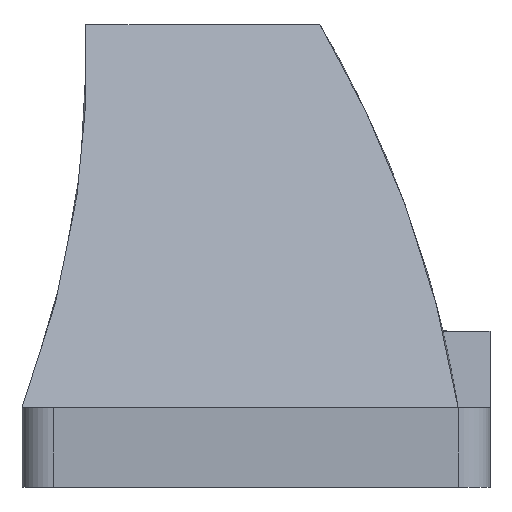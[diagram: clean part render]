
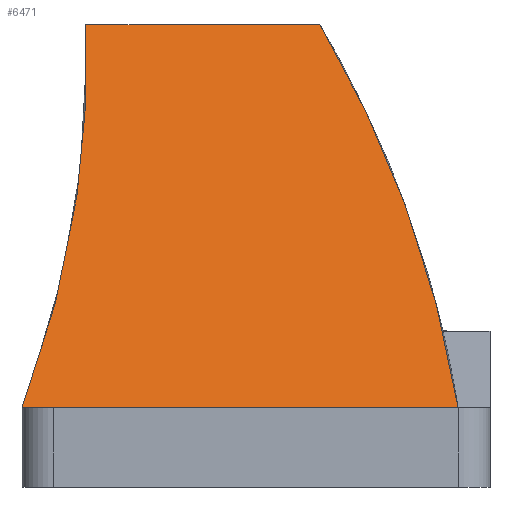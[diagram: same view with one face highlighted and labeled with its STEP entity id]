
A CAD part, front view. The second image highlights one B-rep face of the part: STEP entity #6471.
In plain terms, the highlighted planar face has unit normal (0, -0.956, 0.292).
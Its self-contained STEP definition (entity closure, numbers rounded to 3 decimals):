
#1674 = PLANE('',#1675);
#1675 = AXIS2_PLACEMENT_3D('',#1676,#1677,#1678);
#1676 = CARTESIAN_POINT('',(3.,-40.5,7.5));
#1677 = DIRECTION('',(0.,0.,1.));
#1678 = DIRECTION('',(1.,0.,0.));
#1768 = VERTEX_POINT('',#1769);
#1769 = CARTESIAN_POINT('',(0.,-30.831,7.5));
#1783 = CYLINDRICAL_SURFACE('',#1784,91.);
#1784 = AXIS2_PLACEMENT_3D('',#1785,#1786,#1787);
#1785 = CARTESIAN_POINT('',(-84.939,0.,40.156));
#1786 = DIRECTION('',(0.,1.,0.));
#1787 = DIRECTION('',(-1.,0.,0.));
#4772 = VERTEX_POINT('',#4773);
#4773 = CARTESIAN_POINT('',(41.,-30.831,
    7.5));
#4787 = CYLINDRICAL_SURFACE('',#4788,103.);
#4788 = AXIS2_PLACEMENT_3D('',#4789,#4790,#4791);
#4789 = CARTESIAN_POINT('',(-60.69,0.,-8.874));
#4790 = DIRECTION('',(0.,1.,0.));
#4791 = DIRECTION('',(-1.,0.,0.));
#4799 = EDGE_CURVE('',#1768,#4772,#4800,.T.);
#4800 = SURFACE_CURVE('',#4801,(#4805,#4812),.PCURVE_S1.);
#4801 = LINE('',#4802,#4803);
#4802 = CARTESIAN_POINT('',(0.,-30.831,7.5));
#4803 = VECTOR('',#4804,1.);
#4804 = DIRECTION('',(1.,0.,0.));
#4805 = PCURVE('',#1674,#4806);
#4806 = DEFINITIONAL_REPRESENTATION('',(#4807),#4811);
#4807 = LINE('',#4808,#4809);
#4808 = CARTESIAN_POINT('',(-3.,9.669));
#4809 = VECTOR('',#4810,1.);
#4810 = DIRECTION('',(1.,0.));
#4811 = ( GEOMETRIC_REPRESENTATION_CONTEXT(2) 
PARAMETRIC_REPRESENTATION_CONTEXT() REPRESENTATION_CONTEXT('2D SPACE',''
  ) );
#4812 = PCURVE('',#4813,#4818);
#4813 = PLANE('',#4814);
#4814 = AXIS2_PLACEMENT_3D('',#4815,#4816,#4817);
#4815 = CARTESIAN_POINT('',(0.,-30.831,7.5));
#4816 = DIRECTION('',(0.,-0.956,0.292));
#4817 = DIRECTION('',(0.,0.292,0.956));
#4818 = DEFINITIONAL_REPRESENTATION('',(#4819),#4823);
#4819 = LINE('',#4820,#4821);
#4820 = CARTESIAN_POINT('',(0.,0.));
#4821 = VECTOR('',#4822,1.);
#4822 = DIRECTION('',(0.,-1.));
#4823 = ( GEOMETRIC_REPRESENTATION_CONTEXT(2) 
PARAMETRIC_REPRESENTATION_CONTEXT() REPRESENTATION_CONTEXT('2D SPACE',''
  ) );
#4863 = VERTEX_POINT('',#4864);
#4864 = CARTESIAN_POINT('',(6.,-19.825,
    43.5));
#4887 = PLANE('',#4888);
#4888 = AXIS2_PLACEMENT_3D('',#4889,#4890,#4891);
#4889 = CARTESIAN_POINT('',(0.,-19.825,43.5));
#4890 = DIRECTION('',(0.,0.375,0.927));
#4891 = DIRECTION('',(0.,0.927,-0.375));
#4899 = EDGE_CURVE('',#1768,#4863,#4900,.T.);
#4900 = SURFACE_CURVE('',#4901,(#4906,#4919),.PCURVE_S1.);
#4901 = ELLIPSE('',#4902,95.158,91.);
#4902 = AXIS2_PLACEMENT_3D('',#4903,#4904,#4905);
#4903 = CARTESIAN_POINT('',(-84.939,-20.847,
    40.156));
#4904 = DIRECTION('',(0.,-0.956,0.292));
#4905 = DIRECTION('',(0.,0.292,0.956));
#4906 = PCURVE('',#1783,#4907);
#4907 = DEFINITIONAL_REPRESENTATION('',(#4908),#4918);
#4908 = B_SPLINE_CURVE_WITH_KNOTS('',8,(#4909,#4910,#4911,#4912,#4913,
    #4914,#4915,#4916,#4917),.UNSPECIFIED.,.F.,.F.,(9,9),(4.345
    ,4.749),.PIECEWISE_BEZIER_KNOTS.);
#4909 = CARTESIAN_POINT('',(3.509,-30.831));
#4910 = CARTESIAN_POINT('',(3.458,-29.521));
#4911 = CARTESIAN_POINT('',(3.408,-28.181));
#4912 = CARTESIAN_POINT('',(3.357,-26.817));
#4913 = CARTESIAN_POINT('',(3.307,-25.434));
#4914 = CARTESIAN_POINT('',(3.256,-24.039));
#4915 = CARTESIAN_POINT('',(3.206,-22.635));
#4916 = CARTESIAN_POINT('',(3.155,-21.228));
#4917 = CARTESIAN_POINT('',(3.105,-19.825));
#4918 = ( GEOMETRIC_REPRESENTATION_CONTEXT(2) 
PARAMETRIC_REPRESENTATION_CONTEXT() REPRESENTATION_CONTEXT('2D SPACE',''
  ) );
#4919 = PCURVE('',#4813,#4920);
#4920 = DEFINITIONAL_REPRESENTATION('',(#4921),#4925);
#4921 = ELLIPSE('',#4922,95.158,91.);
#4922 = AXIS2_PLACEMENT_2D('',#4923,#4924);
#4923 = CARTESIAN_POINT('',(34.149,84.939));
#4924 = DIRECTION('',(1.,0.));
#4925 = ( GEOMETRIC_REPRESENTATION_CONTEXT(2) 
PARAMETRIC_REPRESENTATION_CONTEXT() REPRESENTATION_CONTEXT('2D SPACE',''
  ) );
#6471 = ADVANCED_FACE('',(#6472),#4813,.T.);
#6472 = FACE_BOUND('',#6473,.T.);
#6473 = EDGE_LOOP('',(#6474,#6475,#6476,#6506));
#6474 = ORIENTED_EDGE('',*,*,#4899,.F.);
#6475 = ORIENTED_EDGE('',*,*,#4799,.T.);
#6476 = ORIENTED_EDGE('',*,*,#6477,.T.);
#6477 = EDGE_CURVE('',#4772,#6478,#6480,.T.);
#6478 = VERTEX_POINT('',#6479);
#6479 = CARTESIAN_POINT('',(28.,-19.825,
    43.5));
#6480 = SURFACE_CURVE('',#6481,(#6486,#6493),.PCURVE_S1.);
#6481 = ELLIPSE('',#6482,107.706,103.);
#6482 = AXIS2_PLACEMENT_3D('',#6483,#6484,#6485);
#6483 = CARTESIAN_POINT('',(-60.69,-35.837,
    -8.874));
#6484 = DIRECTION('',(0.,-0.956,0.292));
#6485 = DIRECTION('',(0.,0.292,0.956));
#6486 = PCURVE('',#4813,#6487);
#6487 = DEFINITIONAL_REPRESENTATION('',(#6488),#6492);
#6488 = ELLIPSE('',#6489,107.706,103.);
#6489 = AXIS2_PLACEMENT_2D('',#6490,#6491);
#6490 = CARTESIAN_POINT('',(-17.122,60.69));
#6491 = DIRECTION('',(1.,0.));
#6492 = ( GEOMETRIC_REPRESENTATION_CONTEXT(2) 
PARAMETRIC_REPRESENTATION_CONTEXT() REPRESENTATION_CONTEXT('2D SPACE',''
  ) );
#6493 = PCURVE('',#4787,#6494);
#6494 = DEFINITIONAL_REPRESENTATION('',(#6495),#6505);
#6495 = B_SPLINE_CURVE_WITH_KNOTS('',8,(#6496,#6497,#6498,#6499,#6500,
    #6501,#6502,#6503,#6504),.UNSPECIFIED.,.F.,.F.,(9,9),(4.872
    ,5.246),.PIECEWISE_BEZIER_KNOTS.);
#6496 = CARTESIAN_POINT('',(2.982,-30.831));
#6497 = CARTESIAN_POINT('',(2.935,-29.379));
#6498 = CARTESIAN_POINT('',(2.888,-27.939));
#6499 = CARTESIAN_POINT('',(2.842,-26.516));
#6500 = CARTESIAN_POINT('',(2.795,-25.115));
#6501 = CARTESIAN_POINT('',(2.748,-23.741));
#6502 = CARTESIAN_POINT('',(2.702,-22.399));
#6503 = CARTESIAN_POINT('',(2.655,-21.092));
#6504 = CARTESIAN_POINT('',(2.608,-19.825));
#6505 = ( GEOMETRIC_REPRESENTATION_CONTEXT(2) 
PARAMETRIC_REPRESENTATION_CONTEXT() REPRESENTATION_CONTEXT('2D SPACE',''
  ) );
#6506 = ORIENTED_EDGE('',*,*,#6507,.F.);
#6507 = EDGE_CURVE('',#4863,#6478,#6508,.T.);
#6508 = SURFACE_CURVE('',#6509,(#6513,#6520),.PCURVE_S1.);
#6509 = LINE('',#6510,#6511);
#6510 = CARTESIAN_POINT('',(0.,-19.825,43.5));
#6511 = VECTOR('',#6512,1.);
#6512 = DIRECTION('',(1.,0.,0.));
#6513 = PCURVE('',#4813,#6514);
#6514 = DEFINITIONAL_REPRESENTATION('',(#6515),#6519);
#6515 = LINE('',#6516,#6517);
#6516 = CARTESIAN_POINT('',(37.645,0.));
#6517 = VECTOR('',#6518,1.);
#6518 = DIRECTION('',(0.,-1.));
#6519 = ( GEOMETRIC_REPRESENTATION_CONTEXT(2) 
PARAMETRIC_REPRESENTATION_CONTEXT() REPRESENTATION_CONTEXT('2D SPACE',''
  ) );
#6520 = PCURVE('',#4887,#6521);
#6521 = DEFINITIONAL_REPRESENTATION('',(#6522),#6526);
#6522 = LINE('',#6523,#6524);
#6523 = CARTESIAN_POINT('',(0.,0.));
#6524 = VECTOR('',#6525,1.);
#6525 = DIRECTION('',(0.,-1.));
#6526 = ( GEOMETRIC_REPRESENTATION_CONTEXT(2) 
PARAMETRIC_REPRESENTATION_CONTEXT() REPRESENTATION_CONTEXT('2D SPACE',''
  ) );
